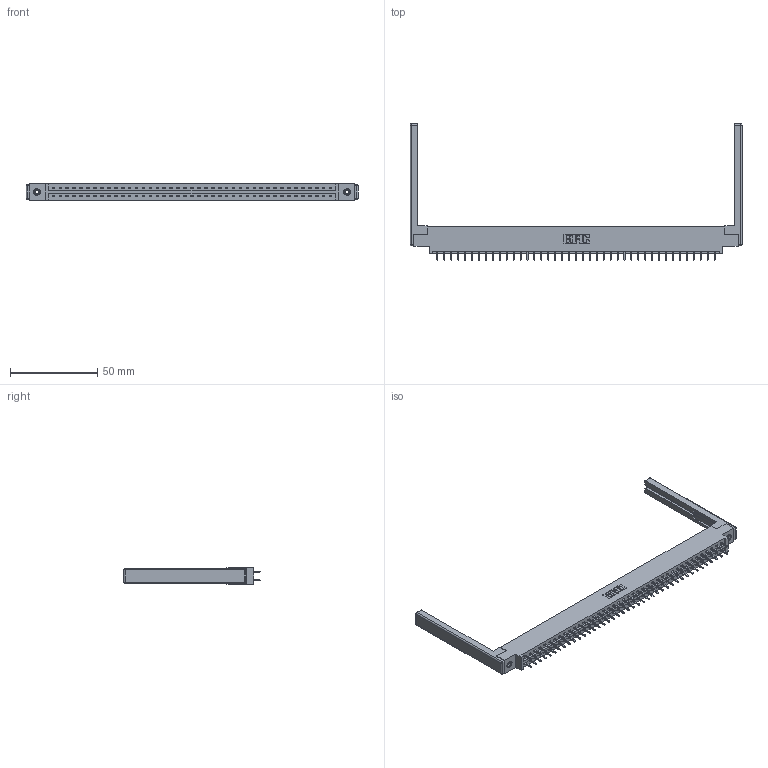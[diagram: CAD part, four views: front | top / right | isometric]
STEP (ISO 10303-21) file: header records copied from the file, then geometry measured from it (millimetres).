
FILE_DESCRIPTION (( 'STEP AP203' ), '1' );
FILE_NAME ('387-082-521-868.STEP', '2019-10-22T23:18:39', ( '' ), ( '' ), 'SwSTEP 2.0', 'SolidWorks 2016', '' );
FILE_SCHEMA (( 'CONFIG_CONTROL_DESIGN' ));
Length unit declared in the file: inch
Products named in the file (5): 345-292-001_345-293-121; 307-220-068; 387-082-521-868; 345-250-001_345-250-001-102; 337 Part_0.170 Offset - 0.156 Dia-TI
Assembly tree (87 placements, depth 2):
  387-082-521-868
    337 Part_0.170 Offset - 0.156 Dia-TI
    345-292-001_345-293-121  x82
    345-250-001_345-250-001-102  x2
    307-220-068  x2
Bounding box: 189.89 x 78.11 x 9.4 mm (x, y, z)
Volume: 24232.7 mm3; surface area: 26327.5 mm2
Topology: 87 solids, 87 shells, 4700 faces, 13915 edges, 9146 vertices
Faces by surface type: plane 3278, cylinder 1398, cone 12, sphere 8, torus 4
Entity records: 34828 total; most frequent: CARTESIAN_POINT 5835, ORIENTED_EDGE 5760, DIRECTION 5034, EDGE_CURVE 2880, LINE 2702, VECTOR 2702, VERTEX_POINT 1910, AXIS2_PLACEMENT_3D 1166
